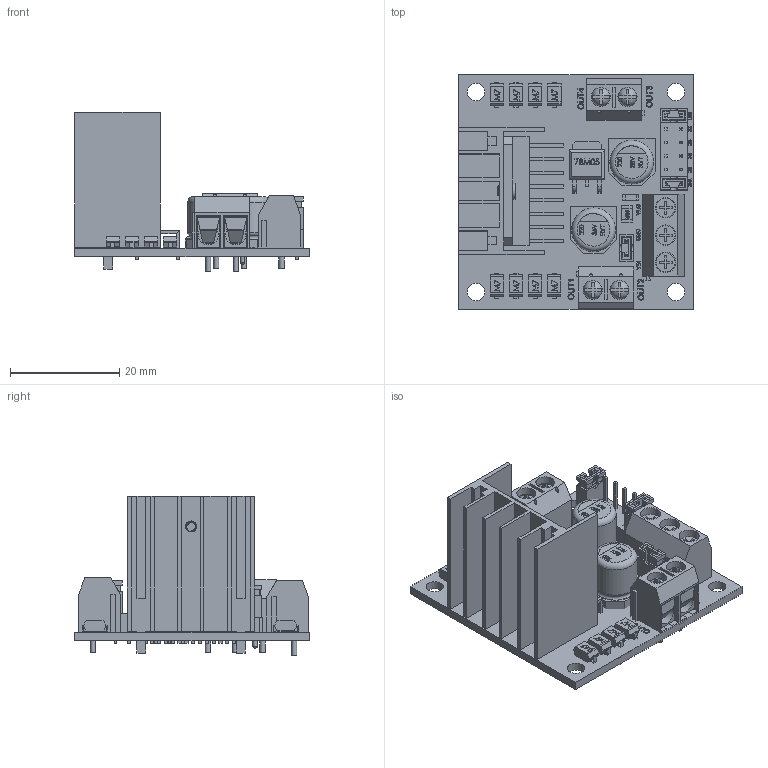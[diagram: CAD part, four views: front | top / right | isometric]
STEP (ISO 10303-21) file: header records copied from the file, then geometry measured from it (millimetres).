
FILE_DESCRIPTION(/* description */ (''),/* implementation_level */ '2;1');
FILE_NAME(/* name */ 'placa_controlador_nueva v56.step',/* time_stamp */ '2019-10-24T17:03:07-05:00',/* author */ (''),/* organization */ (''),/* preprocessor_version */ 'ST-DEVELOPER v18',/* originating_system */ 'Autodesk Translation Framework v8.6.0.1094',/* authorisation */ '');
FILE_SCHEMA (('AUTOMOTIVE_DESIGN { 1 0 10303 214 3 1 1 }'));
Products named in the file (16): placa_controlador_nueva; disipador; Transistor L298N; Tornillo_disipador; INTEGRADO NUEVO 78M05; capacitor nuevo; PINES; Bornera_3h; parte de la bornera; bornera; 2x1, Male, Header, 0.1in pitch; resistencia 102; led; DIODO M7; pija_bornera de 3 pines; Pin header jumper
Assembly tree (30 placements, depth 3):
  placa_controlador_nueva
    disipador
    Transistor L298N
    Tornillo_disipador
    INTEGRADO NUEVO 78M05
    capacitor nuevo  x2
    PINES
    Bornera_3h
      parte de la bornera  x3
    bornera  x2
    2x1, Male, Header, 0.1in pitch
    resistencia 102
    led
    DIODO M7  x8
    pija_bornera de 3 pines  x3
    Pin header jumper  x3
Bounding box: 43.01 x 43 x 29.15 mm (x, y, z)
Volume: 9540.9 mm3; surface area: 16223.3 mm2
Topology: 34 solids, 34 shells, 2728 faces, 7168 edges, 4709 vertices
Faces by surface type: plane 1936, bspline 586, cylinder 194, torus 8, sphere 4
Full cylindrical faces by diameter (mm): 0.5 x4, 0.762 x4, 0.9 x4, 1 x3, 1.478 x24, 1.8 x4, 1.933 x27, 2 x7, 2.5 x1, 3 x4, 3.2 x4, 3.5 x7, 3.7 x7, 8 x4
Entity records: 70334 total; most frequent: CARTESIAN_POINT 26275, ORIENTED_EDGE 9802, DIRECTION 6956, EDGE_CURVE 4901, LINE 3592, VECTOR 3592, VERTEX_POINT 3212, EDGE_LOOP 2063
